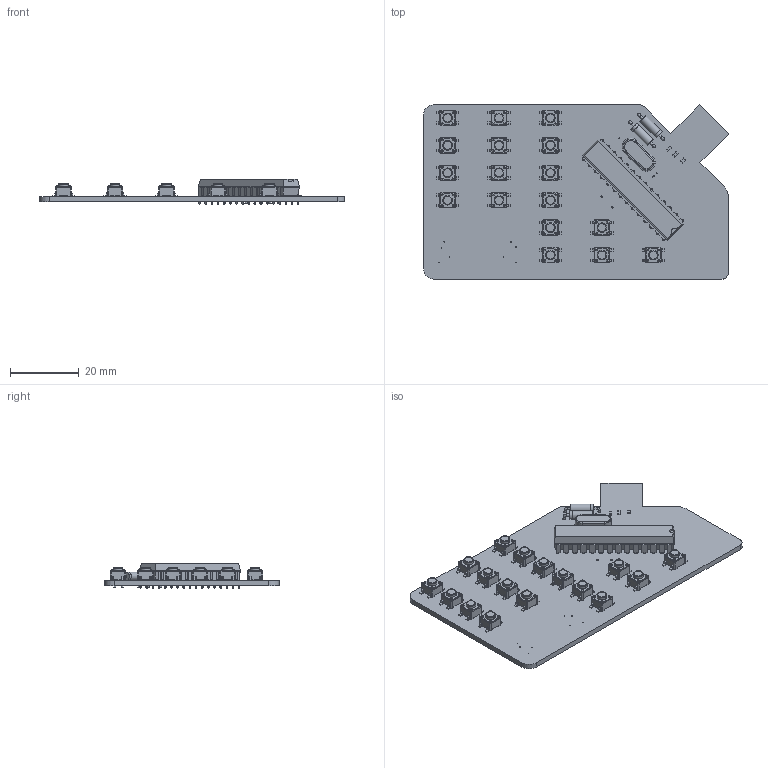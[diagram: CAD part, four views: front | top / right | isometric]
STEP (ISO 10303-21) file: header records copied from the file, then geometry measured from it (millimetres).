
FILE_DESCRIPTION(/* description */ (''),/* implementation_level */ '2;1');
FILE_NAME(/* name */ 'Buisness Card version 1.0 v27.step',/* time_stamp */ '2021-06-19T17:24:09-04:00',/* author */ (''),/* organization */ (''),/* preprocessor_version */ 'ST-DEVELOPER v18.1',/* originating_system */ 'Autodesk Translation Framework v10.6.0.1341',/* authorisation */ '');
FILE_SCHEMA (('AUTOMOTIVE_DESIGN { 1 0 10303 214 3 1 1 }'));
Length unit declared in the file: millimetre
Products named in the file (12): Buisness Card version 1.0; PCB Component; Board; USB-SERIES-A-PLUG; 22p; 16MHz; 100n; 1k5; 68R; 1N4148; ARDUINO-DIP28; PTS647SM38SMTR2LFS
Assembly tree (32 placements, depth 3):
  Buisness Card version 1.0
    PCB Component
      Board
      USB-SERIES-A-PLUG
      22p  x2
      16MHz
      100n  x3
      1k5
      68R  x2
      1N4148  x2
      ARDUINO-DIP28
      PTS647SM38SMTR2LFS  x17
Bounding box: 88.9 x 50.8 x 7.48 mm (x, y, z)
Volume: 9052.8 mm3; surface area: 12791.5 mm2
Topology: 30 solids, 30 shells, 2818 faces, 7148 edges, 4632 vertices
Faces by surface type: plane 1840, cylinder 757, sphere 128, bspline 68, torus 25
Full cylindrical faces by diameter (mm): 0.15 x8, 0.6 x2, 0.63 x8, 0.7 x68, 0.813 x28, 0.85 x6, 2.498 x2, 2.5 x4, 2.8 x17
Entity records: 25131 total; most frequent: CARTESIAN_POINT 4262, DIRECTION 4078, ORIENTED_EDGE 3970, EDGE_CURVE 1985, LINE 1578, VECTOR 1578, VERTEX_POINT 1254, AXIS2_PLACEMENT_3D 1250
